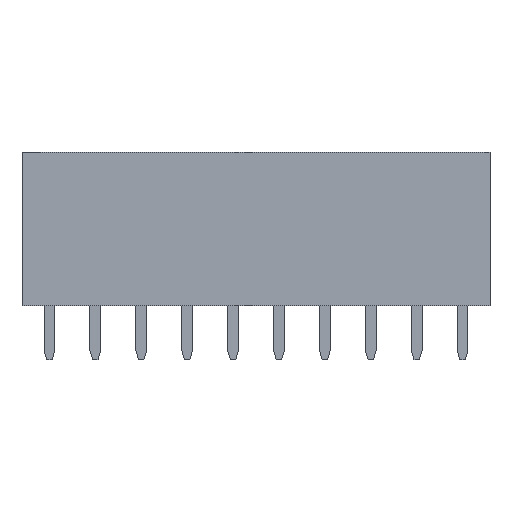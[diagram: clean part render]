
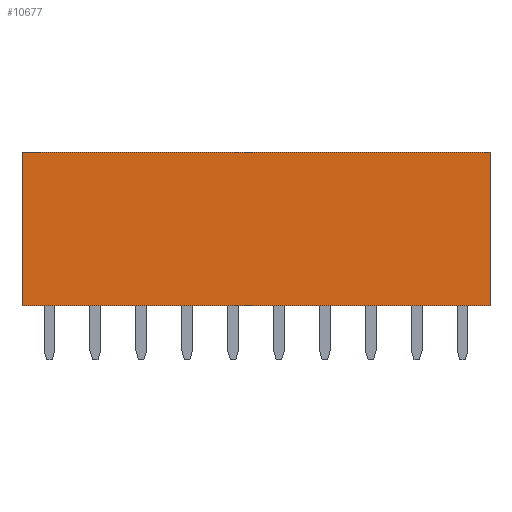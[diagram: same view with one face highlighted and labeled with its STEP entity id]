
A CAD part, front view. The second image highlights one B-rep face of the part: STEP entity #10677.
In plain terms, the highlighted face is planar.
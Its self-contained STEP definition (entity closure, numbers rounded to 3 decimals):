
#351=FACE_OUTER_BOUND('',#981,.T.);
#981=EDGE_LOOP('',(#7587,#7588,#7589,#7590));
#1588=LINE('',#14577,#3092);
#1593=LINE('',#14586,#3097);
#2044=LINE('',#15449,#3548);
#2046=LINE('',#15452,#3550);
#3092=VECTOR('',#11880,10.);
#3097=VECTOR('',#11887,25.9);
#3548=VECTOR('',#12350,25.9);
#3550=VECTOR('',#12354,8.5);
#4596=VERTEX_POINT('',#14574);
#4597=VERTEX_POINT('',#14576);
#4600=VERTEX_POINT('',#14584);
#5006=VERTEX_POINT('',#15448);
#5572=EDGE_CURVE('',#4597,#4596,#1588,.T.);
#5577=EDGE_CURVE('',#4600,#4596,#1593,.T.);
#6028=EDGE_CURVE('',#5006,#4597,#2044,.T.);
#6030=EDGE_CURVE('',#4600,#5006,#2046,.T.);
#7587=ORIENTED_EDGE('',*,*,#5572,.T.);
#7588=ORIENTED_EDGE('',*,*,#5577,.F.);
#7589=ORIENTED_EDGE('',*,*,#6030,.T.);
#7590=ORIENTED_EDGE('',*,*,#6028,.T.);
#10087=PLANE('',#11283);
#10677=ADVANCED_FACE('',(#351),#10087,.T.);
#11283=AXIS2_PLACEMENT_3D('',#15451,#12352,#12353);
#11880=DIRECTION('',(0.,1.,0.));
#11887=DIRECTION('',(1.,0.,0.));
#12350=DIRECTION('',(1.,0.,0.));
#12352=DIRECTION('center_axis',(0.,0.,1.));
#12353=DIRECTION('ref_axis',(0.,-1.,0.));
#12354=DIRECTION('',(0.,-1.,0.));
#14574=CARTESIAN_POINT('',(-12.45,8.5,2.5));
#14576=CARTESIAN_POINT('',(-12.45,0.,2.5));
#14577=CARTESIAN_POINT('',(-12.45,6.45,2.5));
#14584=CARTESIAN_POINT('',(-38.35,8.5,2.5));
#14586=CARTESIAN_POINT('',(-38.35,8.5,2.5));
#15448=CARTESIAN_POINT('',(-38.35,0.,2.5));
#15449=CARTESIAN_POINT('',(-38.35,0.,2.5));
#15451=CARTESIAN_POINT('Origin',(-12.95,8.5,2.5));
#15452=CARTESIAN_POINT('',(-38.35,8.5,2.5));
